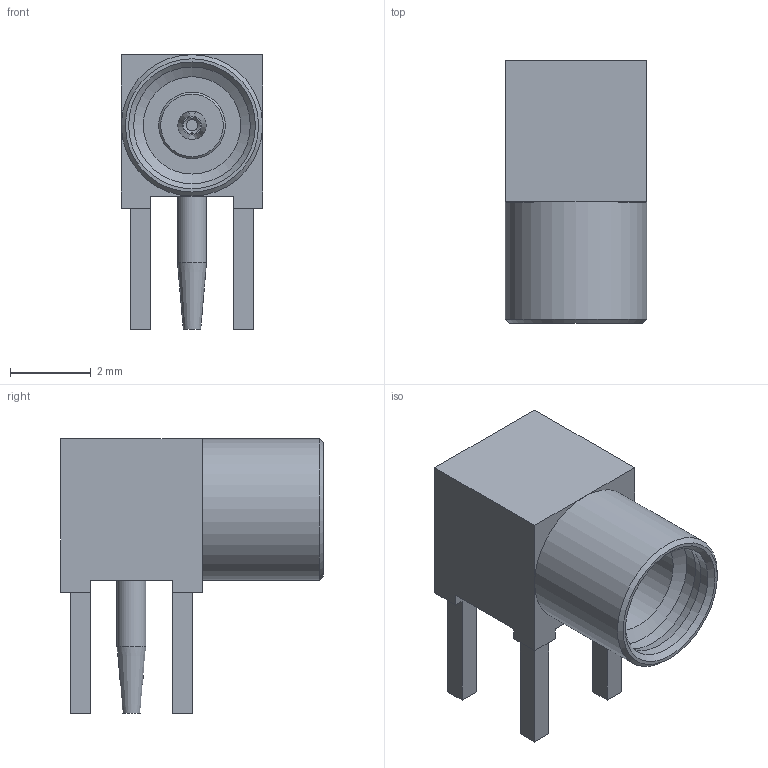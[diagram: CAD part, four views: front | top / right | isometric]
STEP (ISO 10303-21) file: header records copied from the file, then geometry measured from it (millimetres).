
FILE_DESCRIPTION(/* description */ (''),/* implementation_level */ '2;1');
FILE_NAME(/* name */ 'SAMTEC_MMCX-J-P-H-RA-TH1.stp',/* time_stamp */ '2017-09-15T08:58:37+02:00',/* author */ ('riccim'),/* organization */ ('SolidWorks'),/* preprocessor_version */ 'ST-DEVELOPER v16.5',/* originating_system */ 'AutoCAD Mechanical',/* authorisation */ ' ');
FILE_SCHEMA (('AUTOMOTIVE_DESIGN { 1 0 10303 214 3 1 1 }'));
Length unit declared in the file: millimetre
Products named in the file (1): Product
Bounding box: 3.5 x 6.5 x 6.8 mm (x, y, z)
Volume: 62.5 mm3; surface area: 232 mm2
Topology: 3 solids, 3 shells, 90 faces, 210 edges, 135 vertices
Faces by surface type: plane 56, cylinder 19, cone 15
Full cylindrical faces by diameter (mm): 0.7 x4, 0.72 x1, 0.9 x3, 1.65 x2, 2.25 x4, 2.41 x1, 2.89 x1, 3.02 x1, 3.5 x1
Entity records: 2386 total; most frequent: CARTESIAN_POINT 419, DIRECTION 405, ORIENTED_EDGE 350, EDGE_CURVE 175, AXIS2_PLACEMENT_3D 151, EDGE_LOOP 132, VERTEX_POINT 127, LINE 103
